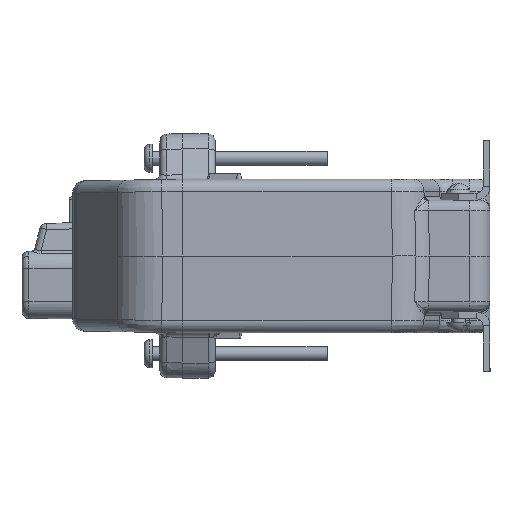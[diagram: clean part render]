
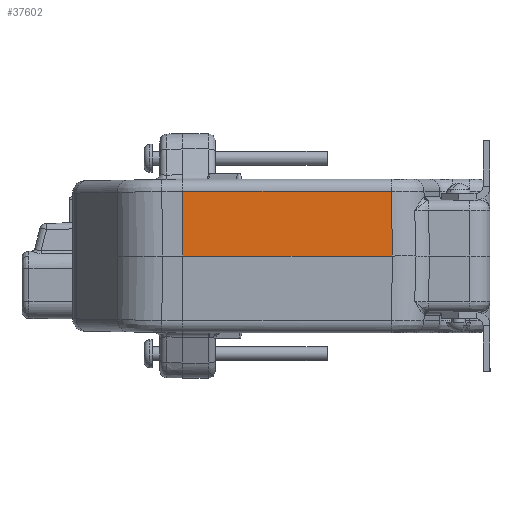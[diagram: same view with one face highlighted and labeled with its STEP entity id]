
A CAD part, left-side view. The second image highlights one B-rep face of the part: STEP entity #37602.
In plain terms, the highlighted planar face has unit normal (-1, 0, 0.018).
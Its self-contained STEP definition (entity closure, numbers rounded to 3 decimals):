
#1109 = EDGE_CURVE ( 'NONE', #22921, #22891, #5035, .T. ) ;
#1118 = EDGE_CURVE ( 'NONE', #22904, #22891, #5048, .T. ) ;
#1119 = EDGE_CURVE ( 'NONE', #22893, #22904, #5045, .T. ) ;
#1120 = EDGE_CURVE ( 'NONE', #22921, #22893, #5051, .T. ) ;
#4471 = CARTESIAN_POINT ( 'NONE',  ( -80., 25., 0. ) ) ;
#4472 = DIRECTION ( 'NONE',  ( 0.017, 0., 1. ) ) ;
#4480 = CARTESIAN_POINT ( 'NONE',  ( -79.993, -35.026, 0.414 ) ) ;
#4495 = CARTESIAN_POINT ( 'NONE',  ( -79.676, 0., 18.561 ) ) ;
#4496 = DIRECTION ( 'NONE',  ( 0., 1., 0. ) ) ;
#4497 = DIRECTION ( 'NONE',  ( 0.017, 0.012, 1. ) ) ;
#4498 = CARTESIAN_POINT ( 'NONE',  ( -80., -63., 0. ) ) ;
#4499 = DIRECTION ( 'NONE',  ( 0., -1., 0. ) ) ;
#5035 = LINE ( 'NONE', #4471, #5037 ) ;
#5037 = VECTOR ( 'NONE', #4472, 1000. ) ;
#5045 = LINE ( 'NONE', #4480, #5050 ) ;
#5048 = LINE ( 'NONE', #4495, #5049 ) ;
#5049 = VECTOR ( 'NONE', #4496, 1000. ) ;
#5050 = VECTOR ( 'NONE', #4497, 1000. ) ;
#5051 = LINE ( 'NONE', #4498, #5052 ) ;
#5052 = VECTOR ( 'NONE', #4499, 1000. ) ;
#7006 = CARTESIAN_POINT ( 'NONE',  ( -79.676, 25., 18.561 ) ) ;
#7008 = CARTESIAN_POINT ( 'NONE',  ( -80., -35.031, 0. ) ) ;
#7019 = CARTESIAN_POINT ( 'NONE',  ( -79.676, -34.811, 18.561 ) ) ;
#7036 = CARTESIAN_POINT ( 'NONE',  ( -80., 25., 0. ) ) ;
#8425 = FACE_OUTER_BOUND ( 'NONE', #74309, .T. ) ;
#12666 = AXIS2_PLACEMENT_3D ( 'NONE', #26591, #26622, #26623 ) ;
#22891 = VERTEX_POINT ( 'NONE', #7006 ) ;
#22893 = VERTEX_POINT ( 'NONE', #7008 ) ;
#22904 = VERTEX_POINT ( 'NONE', #7019 ) ;
#22921 = VERTEX_POINT ( 'NONE', #7036 ) ;
#24625 = ORIENTED_EDGE ( 'NONE', *, *, #1119, .T. ) ;
#24626 = ORIENTED_EDGE ( 'NONE', *, *, #1118, .T. ) ;
#24627 = ORIENTED_EDGE ( 'NONE', *, *, #1109, .F. ) ;
#24628 = ORIENTED_EDGE ( 'NONE', *, *, #1120, .T. ) ;
#26588 = PLANE ( 'NONE',  #12666 ) ;
#26591 = CARTESIAN_POINT ( 'NONE',  ( -80., 0., 0. ) ) ;
#26622 = DIRECTION ( 'NONE',  ( -1., 0., 0.017 ) ) ;
#26623 = DIRECTION ( 'NONE',  ( 0.017, 0., 1. ) ) ;
#37602 = ADVANCED_FACE ( 'NONE', ( #8425 ), #26588, .T. ) ;
#74309 = EDGE_LOOP ( 'NONE', ( #24625, #24626, #24627, #24628 ) ) ;
